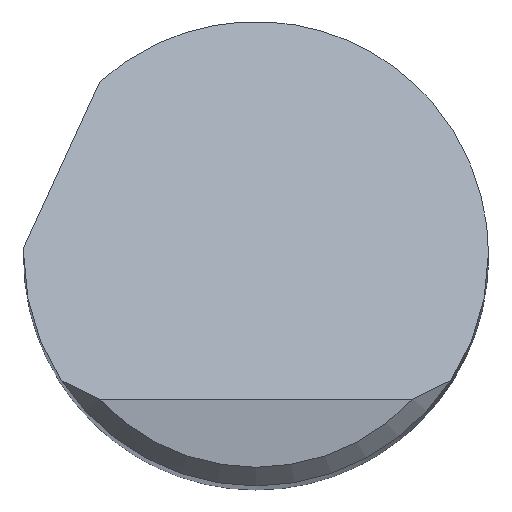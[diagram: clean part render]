
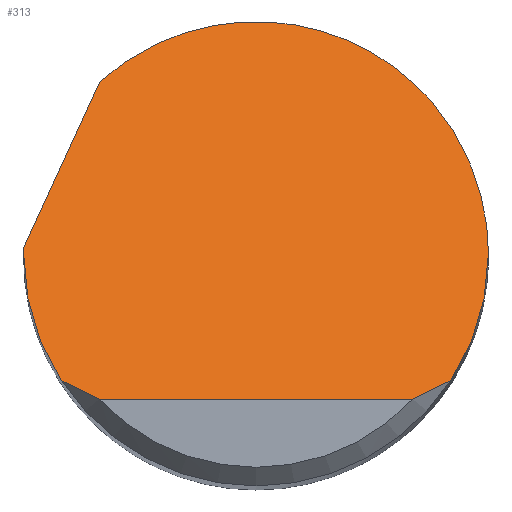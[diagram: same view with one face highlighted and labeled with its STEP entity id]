
A CAD part, top view. The second image highlights one B-rep face of the part: STEP entity #313.
In plain terms, the highlighted planar face has unit normal (0, 0.707, 0.707).
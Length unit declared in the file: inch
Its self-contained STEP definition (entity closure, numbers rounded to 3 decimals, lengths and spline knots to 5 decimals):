
#4 = ORIENTED_EDGE ( 'NONE', *, *, #109, .F. ) ;
#18 = CARTESIAN_POINT ( 'NONE',  ( -0.1875, 0., 3.8825 ) ) ;
#26 = CARTESIAN_POINT ( 'NONE',  ( 0.157, -0.1025, 3.985 ) ) ;
#30 = EDGE_CURVE ( 'NONE', #436, #230, #716, .T. ) ;
#36 = AXIS2_PLACEMENT_3D ( 'NONE', #493, #118, #370 ) ;
#40 = CARTESIAN_POINT ( 'NONE',  ( 0.1875, 0.18969, 3.69281 ) ) ;
#56 = CARTESIAN_POINT ( 'NONE',  ( -0.157, -0.1025, 3.985 ) ) ;
#66 = EDGE_CURVE ( 'NONE', #255, #748, #596, .T. ) ;
#81 = CARTESIAN_POINT ( 'NONE',  ( -0.157, -0.1025, 3.985 ) ) ;
#91 = CARTESIAN_POINT ( 'NONE',  ( -0.1875, -0.03666, 3.91916 ) ) ;
#109 = EDGE_CURVE ( 'NONE', #748, #629, #117, .T. ) ;
#114 = CARTESIAN_POINT ( 'NONE',  ( 0.157, -0.1025, 3.985 ) ) ;
#117 =( BOUNDED_CURVE ( )  B_SPLINE_CURVE ( 3, ( #203, #452, #587, #519 ),
 .UNSPECIFIED., .F., .F. ) 
 B_SPLINE_CURVE_WITH_KNOTS ( ( 4, 4 ),
 ( 4.71239, 4.73906 ),
 .UNSPECIFIED. ) 
 CURVE ( )  GEOMETRIC_REPRESENTATION_ITEM ( )  RATIONAL_B_SPLINE_CURVE ( ( 1., 1., 1., 1. ) ) 
 REPRESENTATION_ITEM ( '' )  );
#118 = DIRECTION ( 'NONE',  ( 0., -0.707, -0.707 ) ) ;
#127 = VERTEX_POINT ( 'NONE', #193 ) ;
#130 = CARTESIAN_POINT ( 'NONE',  ( -0.12629, -0.1175, 4. ) ) ;
#138 = EDGE_CURVE ( 'NONE', #317, #230, #281, .T. ) ;
#158 = ORIENTED_EDGE ( 'NONE', *, *, #138, .F. ) ;
#166 = ORIENTED_EDGE ( 'NONE', *, *, #291, .F. ) ;
#177 = CARTESIAN_POINT ( 'NONE',  ( -0.23821, -0.10589, 3.98839 ) ) ;
#193 = CARTESIAN_POINT ( 'NONE',  ( -0.12629, -0.1175, 4. ) ) ;
#203 = CARTESIAN_POINT ( 'NONE',  ( -0.1875, 0., 3.8825 ) ) ;
#209 = CARTESIAN_POINT ( 'NONE',  ( -0.12625, 0.13863, 3.74387 ) ) ;
#230 = VERTEX_POINT ( 'NONE', #240 ) ;
#240 = CARTESIAN_POINT ( 'NONE',  ( 0.157, -0.1025, 3.985 ) ) ;
#255 = VERTEX_POINT ( 'NONE', #56 ) ;
#259 = CARTESIAN_POINT ( 'NONE',  ( -0.1875, 0., 3.8825 ) ) ;
#270 = CARTESIAN_POINT ( 'NONE',  ( 0.1875, 0., 3.8825 ) ) ;
#281 =( BOUNDED_CURVE ( )  B_SPLINE_CURVE ( 3, ( #289, #607, #662, #26 ),
 .UNSPECIFIED., .F., .F. ) 
 B_SPLINE_CURVE_WITH_KNOTS ( ( 4, 4 ),
 ( 1.5708, 2.14917 ),
 .UNSPECIFIED. ) 
 CURVE ( )  GEOMETRIC_REPRESENTATION_ITEM ( )  RATIONAL_B_SPLINE_CURVE ( ( 1., 0.972, 0.972, 1. ) ) 
 REPRESENTATION_ITEM ( '' )  );
#289 = CARTESIAN_POINT ( 'NONE',  ( 0.1875, 0., 3.8825 ) ) ;
#291 = EDGE_CURVE ( 'NONE', #629, #512, #732, .T. ) ;
#309 = DIRECTION ( 'NONE',  ( 0.308, 0.673, -0.673 ) ) ;
#310 = CARTESIAN_POINT ( 'NONE',  ( 0.12629, -0.1175, 4. ) ) ;
#313 = ADVANCED_FACE ( 'NONE', ( #424 ), #677, .F. ) ;
#317 = VERTEX_POINT ( 'NONE', #795 ) ;
#328 = CARTESIAN_POINT ( 'NONE',  ( -0.17704, -0.0718, 3.9543 ) ) ;
#340 = CARTESIAN_POINT ( 'NONE',  ( 0., -0.1175, 4. ) ) ;
#353 = CARTESIAN_POINT ( 'NONE',  ( 0.014, 0.26635, 3.61615 ) ) ;
#358 = EDGE_CURVE ( 'NONE', #255, #127, #633, .T. ) ;
#367 = ORIENTED_EDGE ( 'NONE', *, *, #358, .T. ) ;
#370 = DIRECTION ( 'NONE',  ( 0., 0.707, -0.707 ) ) ;
#371 = CARTESIAN_POINT ( 'NONE',  ( 0.1369, -0.11288, 3.99538 ) ) ;
#396 = ORIENTED_EDGE ( 'NONE', *, *, #30, .T. ) ;
#412 = CARTESIAN_POINT ( 'NONE',  ( -0.18743, 0.005, 3.8775 ) ) ;
#424 = FACE_OUTER_BOUND ( 'NONE', #435, .T. ) ;
#435 = EDGE_LOOP ( 'NONE', ( #761, #396, #158, #679, #166, #4, #775, #367 ) ) ;
#436 = VERTEX_POINT ( 'NONE', #499 ) ;
#444 =( BOUNDED_CURVE ( )  B_SPLINE_CURVE ( 3, ( #766, #353, #40, #270 ),
 .UNSPECIFIED., .F., .F. ) 
 B_SPLINE_CURVE_WITH_KNOTS ( ( 4, 4 ),
 ( 5.54449, 7.85398 ),
 .UNSPECIFIED. ) 
 CURVE ( )  GEOMETRIC_REPRESENTATION_ITEM ( )  RATIONAL_B_SPLINE_CURVE ( ( 1., 0.603, 0.603, 1. ) ) 
 REPRESENTATION_ITEM ( '' )  );
#452 = CARTESIAN_POINT ( 'NONE',  ( -0.1875, 0.00167, 3.88083 ) ) ;
#493 = CARTESIAN_POINT ( 'NONE',  ( -0.1875, -0.1175, 4. ) ) ;
#495 = EDGE_CURVE ( 'NONE', #127, #436, #660, .T. ) ;
#499 = CARTESIAN_POINT ( 'NONE',  ( 0.12629, -0.1175, 4. ) ) ;
#512 = VERTEX_POINT ( 'NONE', #209 ) ;
#519 = CARTESIAN_POINT ( 'NONE',  ( -0.18743, 0.005, 3.8775 ) ) ;
#530 = DIRECTION ( 'NONE',  ( 1., 0., 0. ) ) ;
#564 = EDGE_CURVE ( 'NONE', #512, #317, #444, .T. ) ;
#587 = CARTESIAN_POINT ( 'NONE',  ( -0.18748, 0.00333, 3.87917 ) ) ;
#592 = CARTESIAN_POINT ( 'NONE',  ( -0.157, -0.1025, 3.985 ) ) ;
#596 =( BOUNDED_CURVE ( )  B_SPLINE_CURVE ( 3, ( #592, #328, #91, #18 ),
 .UNSPECIFIED., .F., .F. ) 
 B_SPLINE_CURVE_WITH_KNOTS ( ( 4, 4 ),
 ( 4.13401, 4.71239 ),
 .UNSPECIFIED. ) 
 CURVE ( )  GEOMETRIC_REPRESENTATION_ITEM ( )  RATIONAL_B_SPLINE_CURVE ( ( 1., 0.972, 0.972, 1. ) ) 
 REPRESENTATION_ITEM ( '' )  );
#607 = CARTESIAN_POINT ( 'NONE',  ( 0.1875, -0.03666, 3.91916 ) ) ;
#629 = VERTEX_POINT ( 'NONE', #412 ) ;
#633 = B_SPLINE_CURVE_WITH_KNOTS ( 'NONE', 3,
 ( #81, #641, #635, #130 ),
 .UNSPECIFIED., .F., .F.,
 ( 4, 4 ),
 ( 0., 0.00095 ),
 .UNSPECIFIED. ) ;
#635 = CARTESIAN_POINT ( 'NONE',  ( -0.1369, -0.11288, 3.99538 ) ) ;
#641 = CARTESIAN_POINT ( 'NONE',  ( -0.14711, -0.10785, 3.99035 ) ) ;
#658 = VECTOR ( 'NONE', #530, 39.37008 ) ;
#660 = LINE ( 'NONE', #340, #658 ) ;
#662 = CARTESIAN_POINT ( 'NONE',  ( 0.17704, -0.0718, 3.9543 ) ) ;
#675 = CARTESIAN_POINT ( 'NONE',  ( 0.14711, -0.10785, 3.99035 ) ) ;
#677 = PLANE ( 'NONE',  #36 ) ;
#679 = ORIENTED_EDGE ( 'NONE', *, *, #564, .F. ) ;
#697 = VECTOR ( 'NONE', #309, 39.37008 ) ;
#716 = B_SPLINE_CURVE_WITH_KNOTS ( 'NONE', 3,
 ( #310, #371, #675, #114 ),
 .UNSPECIFIED., .F., .F.,
 ( 4, 4 ),
 ( 0., 0.00095 ),
 .UNSPECIFIED. ) ;
#732 = LINE ( 'NONE', #177, #697 ) ;
#748 = VERTEX_POINT ( 'NONE', #259 ) ;
#761 = ORIENTED_EDGE ( 'NONE', *, *, #495, .T. ) ;
#766 = CARTESIAN_POINT ( 'NONE',  ( -0.12625, 0.13863, 3.74387 ) ) ;
#775 = ORIENTED_EDGE ( 'NONE', *, *, #66, .F. ) ;
#795 = CARTESIAN_POINT ( 'NONE',  ( 0.1875, 0., 3.8825 ) ) ;
